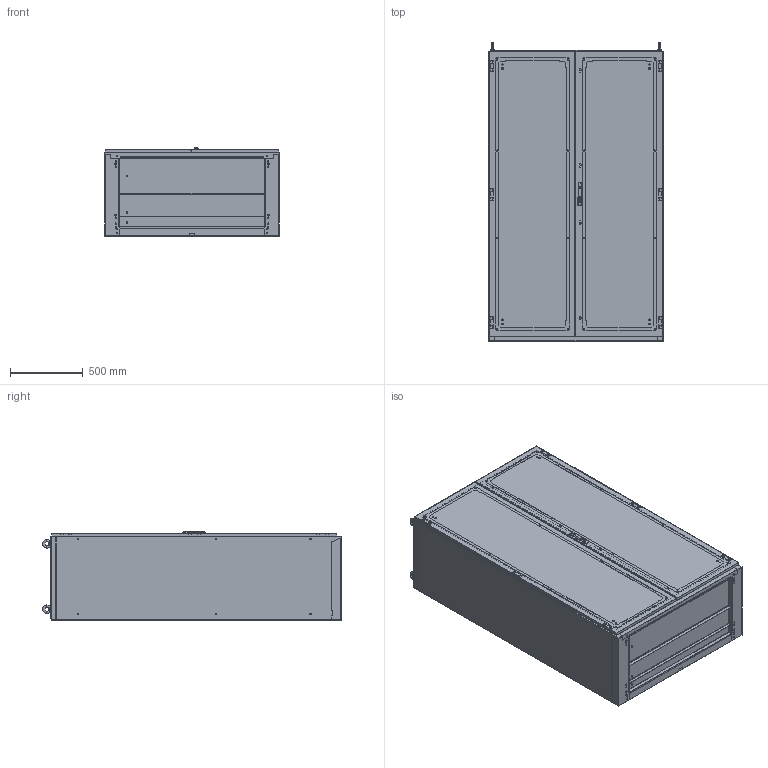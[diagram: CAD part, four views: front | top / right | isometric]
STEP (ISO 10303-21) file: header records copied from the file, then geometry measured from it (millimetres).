
FILE_DESCRIPTION (( 'STEP AP214' ), '1' );
FILE_NAME ('0390-1220-60-07.step', '2022-07-28T11:09:47', ( '' ), ( '' ), 'SwSTEP 2.0', 'SolidWorks 2019', '' );
FILE_SCHEMA (( 'AUTOMOTIVE_DESIGN' ));
Length unit declared in the file: millimetre
Products named in the file (7): Korpus_ss_1220-60; TuerLP_s_0395-1220-01-97; 0390-1220-60-07; Dachplatte_ss_0390-1200-60-07; Tuer2_s_0395-1220-05-97; Bodenplattensatz_s_0396-1200-60-03; TuerGG_s_0395-1220-02-97
Assembly tree (6 placements, depth 3):
  0390-1220-60-07
    Korpus_ss_1220-60
    Tuer2_s_0395-1220-05-97
      TuerGG_s_0395-1220-02-97
      TuerLP_s_0395-1220-01-97
    Dachplatte_ss_0390-1200-60-07
    Bodenplattensatz_s_0396-1200-60-03
Bounding box: 1200 x 2057.99 x 607.5 mm (x, y, z)
Volume: 19066629.3 mm3; surface area: 21305657.1 mm2
Topology: 45 solids, 45 shells, 5376 faces, 14294 edges, 9454 vertices
Faces by surface type: plane 2816, cylinder 2348, cone 174, torus 24, bspline 14
Entity records: 206292 total; most frequent: CARTESIAN_POINT 31387, DIRECTION 29651, ORIENTED_EDGE 28588, EDGE_CURVE 14294, AXIS2_PLACEMENT_3D 10322, VERTEX_POINT 9454, VECTOR 9007, LINE 9007
